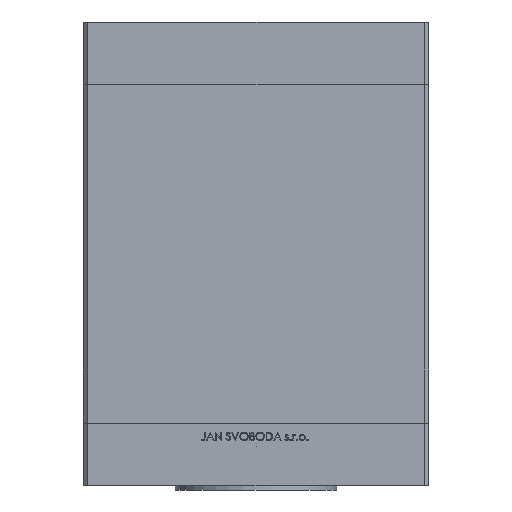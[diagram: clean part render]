
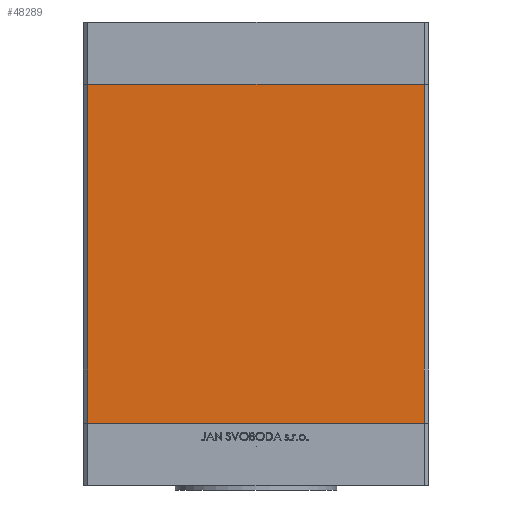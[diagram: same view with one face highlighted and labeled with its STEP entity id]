
A CAD part, front view. The second image highlights one B-rep face of the part: STEP entity #48289.
In plain terms, the highlighted planar face has unit normal (0, -1, 0).
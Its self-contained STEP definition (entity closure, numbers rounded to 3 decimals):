
#85 = CARTESIAN_POINT ( 'NONE',  ( -73., -62.5, 147. ) ) ;
#646 = ORIENTED_EDGE ( 'NONE', *, *, #29260, .F. ) ;
#1309 = VECTOR ( 'NONE', #40685, 1000. ) ;
#3344 = CARTESIAN_POINT ( 'NONE',  ( -73., -62.5, 147. ) ) ;
#3578 = CARTESIAN_POINT ( 'NONE',  ( 73., -62.5, 0. ) ) ;
#5916 = LINE ( 'NONE', #20979, #42973 ) ;
#7624 = CARTESIAN_POINT ( 'NONE',  ( 73., -62.5, 147. ) ) ;
#11835 = VERTEX_POINT ( 'NONE', #37526 ) ;
#14701 = DIRECTION ( 'NONE',  ( 0., 1., 0. ) ) ;
#14949 = CARTESIAN_POINT ( 'NONE',  ( -73., -62.5, 147. ) ) ;
#15436 = LINE ( 'NONE', #26561, #17136 ) ;
#17136 = VECTOR ( 'NONE', #23817, 1000. ) ;
#17515 = DIRECTION ( 'NONE',  ( 1., 0., 0. ) ) ;
#18501 = EDGE_CURVE ( 'NONE', #26850, #44995, #5916, .T. ) ;
#19067 = EDGE_LOOP ( 'NONE', ( #36872, #646, #42813, #31902 ) ) ;
#20979 = CARTESIAN_POINT ( 'NONE',  ( -73., -62.5, 147. ) ) ;
#23817 = DIRECTION ( 'NONE',  ( 1., 0., 0. ) ) ;
#25118 = EDGE_CURVE ( 'NONE', #26850, #11835, #40932, .T. ) ;
#25186 = EDGE_CURVE ( 'NONE', #11835, #45785, #15436, .T. ) ;
#26561 = CARTESIAN_POINT ( 'NONE',  ( -73., -62.5, 0. ) ) ;
#26850 = VERTEX_POINT ( 'NONE', #85 ) ;
#28549 = PLANE ( 'NONE',  #48404 ) ;
#29260 = EDGE_CURVE ( 'NONE', #44995, #45785, #48944, .T. ) ;
#29389 = CARTESIAN_POINT ( 'NONE',  ( 73., -62.5, 147. ) ) ;
#29540 = DIRECTION ( 'NONE',  ( 0., 0., 1. ) ) ;
#31902 = ORIENTED_EDGE ( 'NONE', *, *, #25118, .T. ) ;
#36084 = VECTOR ( 'NONE', #48709, 1000. ) ;
#36872 = ORIENTED_EDGE ( 'NONE', *, *, #25186, .T. ) ;
#37526 = CARTESIAN_POINT ( 'NONE',  ( -73., -62.5, 0. ) ) ;
#40685 = DIRECTION ( 'NONE',  ( 0., 0., -1. ) ) ;
#40932 = LINE ( 'NONE', #14949, #1309 ) ;
#42813 = ORIENTED_EDGE ( 'NONE', *, *, #18501, .F. ) ;
#42973 = VECTOR ( 'NONE', #17515, 1000. ) ;
#44995 = VERTEX_POINT ( 'NONE', #29389 ) ;
#45785 = VERTEX_POINT ( 'NONE', #3578 ) ;
#47375 = FACE_OUTER_BOUND ( 'NONE', #19067, .T. ) ;
#48289 = ADVANCED_FACE ( 'NONE', ( #47375 ), #28549, .F. ) ;
#48404 = AXIS2_PLACEMENT_3D ( 'NONE', #3344, #14701, #29540 ) ;
#48709 = DIRECTION ( 'NONE',  ( 0., 0., -1. ) ) ;
#48944 = LINE ( 'NONE', #7624, #36084 ) ;
